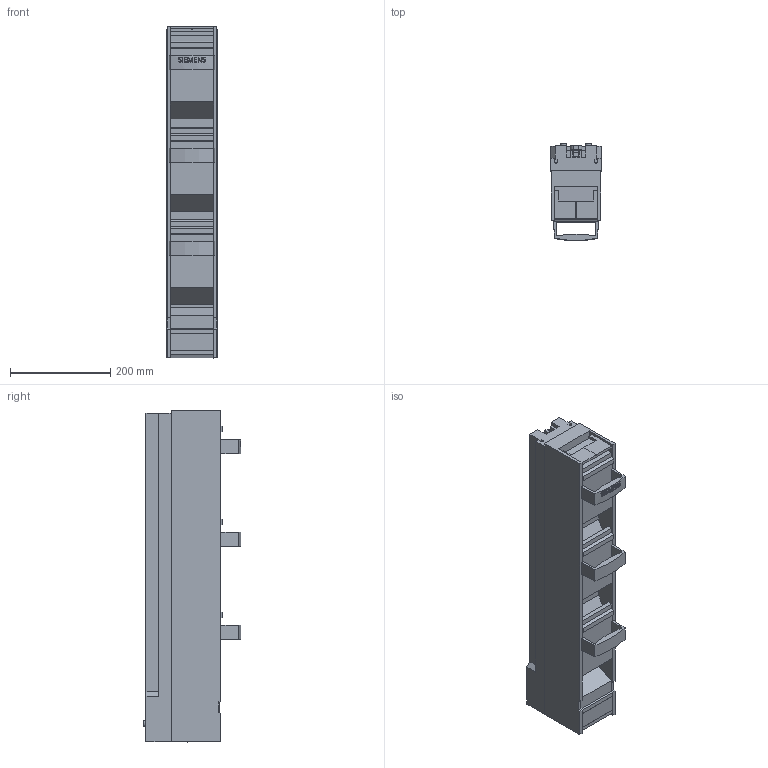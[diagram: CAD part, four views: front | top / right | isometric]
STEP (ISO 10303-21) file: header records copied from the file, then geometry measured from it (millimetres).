
FILE_DESCRIPTION(/* description */ (''),/* implementation_level */ '2;1');
FILE_NAME(/* name */ '3NJ41313BF11_v.stp',/* time_stamp */ '2023-05-26T13:58:36+02:00',/* author */ (''),/* organization */ (''),/* preprocessor_version */ 'ST-DEVELOPER v18.101',/* originating_system */ 'SIEMENS PLM Software NX 2008',/* authorisation */ '');
FILE_SCHEMA (('AUTOMOTIVE_DESIGN { 1 0 10303 214 3 1 1 1 }'));
Length unit declared in the file: millimetre
Products named in the file (1): 3NJ41313BF11_v6_final
Bounding box: 100 x 194.54 x 661.51 mm (x, y, z)
Volume: 7561701.2 mm3; surface area: 791501.8 mm2
Topology: 6 solids, 6 shells, 651 faces, 1784 edges, 1163 vertices
Faces by surface type: plane 536, cylinder 85, extrusion 18, cone 12
Full cylindrical faces by diameter (mm): 3.335 x2, 4.023 x2, 4.5 x2, 4.622 x2, 5.1 x6, 5.4 x2, 10 x3, 12 x4, 14 x3, 16.6 x2, 20 x2, 31.6 x2
Entity records: 20691 total; most frequent: CARTESIAN_POINT 4332, ORIENTED_EDGE 3426, DIRECTION 3125, EDGE_CURVE 1713, VECTOR 1387, LINE 1369, VERTEX_POINT 1136, AXIS2_PLACEMENT_3D 869
